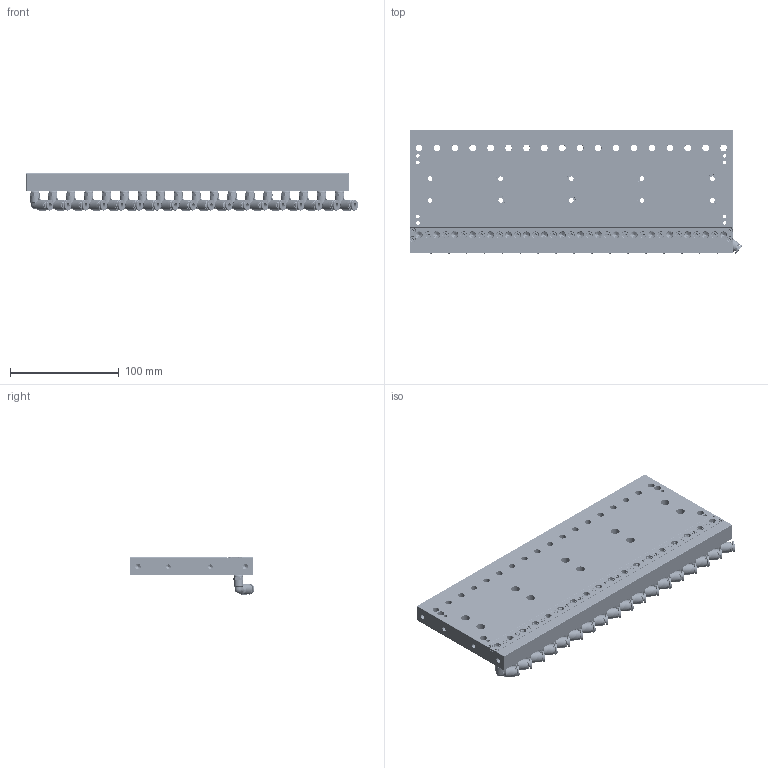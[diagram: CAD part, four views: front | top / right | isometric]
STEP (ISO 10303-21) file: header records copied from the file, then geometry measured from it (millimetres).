
FILE_DESCRIPTION (( 'STEP AP214' ), '1' );
FILE_NAME ('Yamaha_CL_BasePlate_18Feeder_SubAssy.STEP', '2024-01-16T09:54:48', ( '' ), ( '' ), 'SwSTEP 2.0', 'SolidWorks 2023', '' );
FILE_SCHEMA (( 'AUTOMOTIVE_DESIGN' ));
Length unit declared in the file: millimetre
Products named in the file (7): Yamaha_CL_BasePlate_18Feeder_SubAssy; cross recessed countersunk head screw_jis_JIS 1111 Cross recessed countersunk head screw - M2.5 x 6 - Z --6N; Yamaha_CL_BasePlate_18Feeder; masuoka_MY-6; PL4-M5_; Yamaha_CL_BasePlate_SealPlate_18Feeder; cross recessed countersunk head screw_jis_JIS 1111 Cross recessed countersunk head screw - M3 x 6 - Z --6N
Assembly tree (59 placements, depth 2):
  Yamaha_CL_BasePlate_18Feeder_SubAssy
    Yamaha_CL_BasePlate_18Feeder
    Yamaha_CL_BasePlate_SealPlate_18Feeder
    cross recessed countersunk head screw_jis_JIS 1111 Cross recessed countersunk head screw - M2.5 x 6 - Z --6N  x4
    cross recessed countersunk head screw_jis_JIS 1111 Cross recessed countersunk head screw - M3 x 6 - Z --6N  x17
    masuoka_MY-6  x18
    PL4-M5_  x18
Bounding box: 305.73 x 114.45 x 34.2 mm (x, y, z)
Volume: 397672.1 mm3; surface area: 152471.5 mm2
Topology: 41 solids, 59 shells, 4125 faces, 9500 edges, 5524 vertices
Faces by surface type: cone 1526, plane 1074, cylinder 1033, torus 474, sphere 18
Entity records: 44989 total; most frequent: CARTESIAN_POINT 8251, DIRECTION 7962, ORIENTED_EDGE 6844, EDGE_CURVE 3422, AXIS2_PLACEMENT_3D 3154, VERTEX_POINT 2032, EDGE_LOOP 1746, VECTOR 1654
